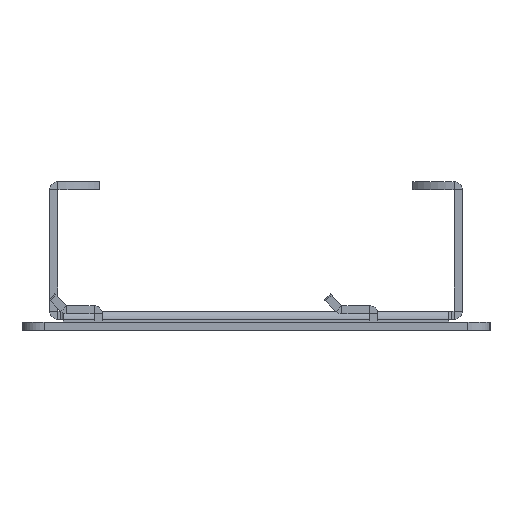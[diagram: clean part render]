
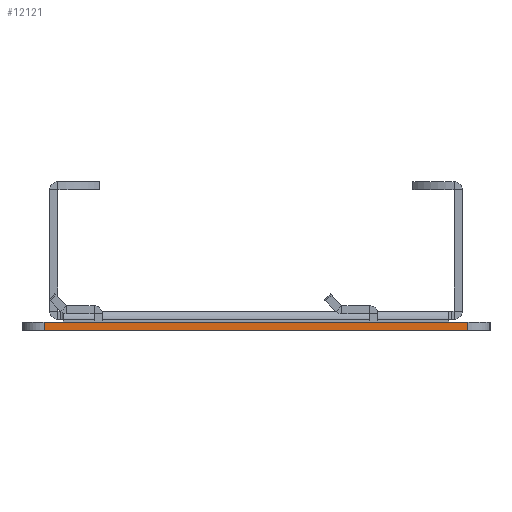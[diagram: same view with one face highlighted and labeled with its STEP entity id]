
A CAD part, left-side view. The second image highlights one B-rep face of the part: STEP entity #12121.
In plain terms, the highlighted planar face has unit normal (-1, 0, 0).
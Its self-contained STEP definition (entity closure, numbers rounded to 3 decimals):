
#2358 = VECTOR ( 'NONE', #2711, 1000. ) ;
#2364 = LINE ( 'NONE', #2710, #2358 ) ;
#2367 = LINE ( 'NONE', #2700, #2368 ) ;
#2368 = VECTOR ( 'NONE', #2701, 1000. ) ;
#2700 = CARTESIAN_POINT ( 'NONE',  ( -375.01, 38.5, -1.25 ) ) ;
#2701 = DIRECTION ( 'NONE',  ( 0., 0., -1. ) ) ;
#2710 = CARTESIAN_POINT ( 'NONE',  ( -375.01, -38.5, -0.5 ) ) ;
#2711 = DIRECTION ( 'NONE',  ( 0., 0., 1. ) ) ;
#5429 = CARTESIAN_POINT ( 'NONE',  ( -375.01, -38.5, -2. ) ) ;
#5430 = CARTESIAN_POINT ( 'NONE',  ( -375.01, 38.5, -2. ) ) ;
#5463 = CARTESIAN_POINT ( 'NONE',  ( -375.01, 38.5, -0.5 ) ) ;
#5464 = CARTESIAN_POINT ( 'NONE',  ( -375.01, -38.5, -0.5 ) ) ;
#10465 = EDGE_CURVE ( 'NONE', #14965, #14964, #24572, .T. ) ;
#10501 = EDGE_CURVE ( 'NONE', #14999, #14998, #24633, .T. ) ;
#12121 = ADVANCED_FACE ( 'NONE', ( #31929 ), #32236, .T. ) ;
#13730 = EDGE_CURVE ( 'NONE', #14998, #14965, #2367, .T. ) ;
#13735 = EDGE_CURVE ( 'NONE', #14964, #14999, #2364, .T. ) ;
#14964 = VERTEX_POINT ( 'NONE', #5429 ) ;
#14965 = VERTEX_POINT ( 'NONE', #5430 ) ;
#14998 = VERTEX_POINT ( 'NONE', #5463 ) ;
#14999 = VERTEX_POINT ( 'NONE', #5464 ) ;
#18513 = ORIENTED_EDGE ( 'NONE', *, *, #10501, .T. ) ;
#18526 = ORIENTED_EDGE ( 'NONE', *, *, #13730, .T. ) ;
#18539 = ORIENTED_EDGE ( 'NONE', *, *, #10465, .T. ) ;
#18552 = ORIENTED_EDGE ( 'NONE', *, *, #13735, .T. ) ;
#20120 = EDGE_LOOP ( 'NONE', ( #18513, #18526, #18539, #18552 ) ) ;
#24569 = VECTOR ( 'NONE', #24857, 1000. ) ;
#24572 = LINE ( 'NONE', #24856, #24569 ) ;
#24633 = LINE ( 'NONE', #24934, #24635 ) ;
#24635 = VECTOR ( 'NONE', #24943, 1000. ) ;
#24856 = CARTESIAN_POINT ( 'NONE',  ( -375.01, -66.266, -2. ) ) ;
#24857 = DIRECTION ( 'NONE',  ( 0., -1., 0. ) ) ;
#24934 = CARTESIAN_POINT ( 'NONE',  ( -375.01, -66.266, -0.5 ) ) ;
#24943 = DIRECTION ( 'NONE',  ( 0., 1., 0. ) ) ;
#29274 = AXIS2_PLACEMENT_3D ( 'NONE', #32231, #32241, #32242 ) ;
#31929 = FACE_OUTER_BOUND ( 'NONE', #20120, .T. ) ;
#32231 = CARTESIAN_POINT ( 'NONE',  ( -375.01, -66.266, -1.25 ) ) ;
#32236 = PLANE ( 'NONE',  #29274 ) ;
#32241 = DIRECTION ( 'NONE',  ( -1., 0., 0. ) ) ;
#32242 = DIRECTION ( 'NONE',  ( 0., 0., 1. ) ) ;
